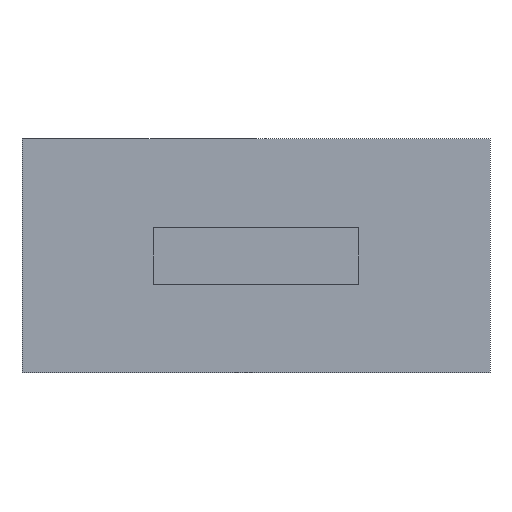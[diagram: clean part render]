
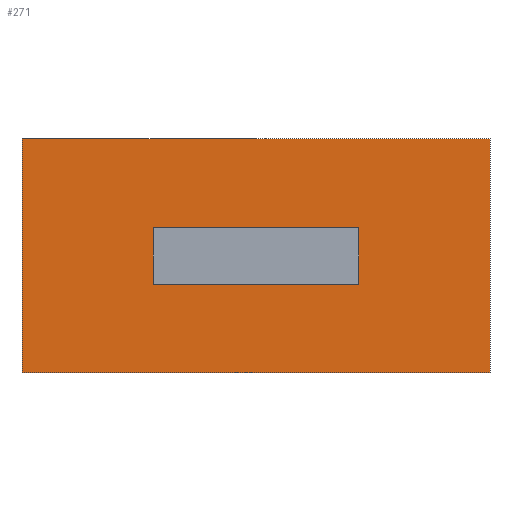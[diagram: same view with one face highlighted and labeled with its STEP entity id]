
A CAD part, front view. The second image highlights one B-rep face of the part: STEP entity #271.
In plain terms, the highlighted planar face has unit normal (0, -1, 0).
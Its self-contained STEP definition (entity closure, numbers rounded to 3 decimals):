
#24=FACE_BOUND('',#72,.T.);
#36=PLANE('',#307);
#51=FACE_OUTER_BOUND('',#71,.T.);
#71=EDGE_LOOP('',(#246,#247,#248,#249));
#72=EDGE_LOOP('',(#250,#251,#252,#253));
#79=LINE('',#410,#106);
#82=LINE('',#415,#109);
#84=LINE('',#419,#111);
#86=LINE('',#422,#113);
#88=LINE('',#433,#115);
#92=LINE('',#441,#119);
#95=LINE('',#447,#122);
#98=LINE('',#452,#125);
#106=VECTOR('',#335,10.);
#109=VECTOR('',#340,10.);
#111=VECTOR('',#344,10.);
#113=VECTOR('',#348,10.);
#115=VECTOR('',#360,10.);
#119=VECTOR('',#366,10.);
#122=VECTOR('',#371,10.);
#125=VECTOR('',#376,10.);
#141=VERTEX_POINT('',#408);
#142=VERTEX_POINT('',#409);
#143=VERTEX_POINT('',#414);
#144=VERTEX_POINT('',#418);
#147=VERTEX_POINT('',#431);
#148=VERTEX_POINT('',#432);
#151=VERTEX_POINT('',#440);
#153=VERTEX_POINT('',#446);
#165=EDGE_CURVE('',#141,#142,#79,.T.);
#168=EDGE_CURVE('',#142,#143,#82,.T.);
#170=EDGE_CURVE('',#143,#144,#84,.T.);
#172=EDGE_CURVE('',#144,#141,#86,.T.);
#176=EDGE_CURVE('',#147,#148,#88,.T.);
#180=EDGE_CURVE('',#148,#151,#92,.T.);
#183=EDGE_CURVE('',#151,#153,#95,.T.);
#186=EDGE_CURVE('',#153,#147,#98,.T.);
#246=ORIENTED_EDGE('',*,*,#186,.T.);
#247=ORIENTED_EDGE('',*,*,#176,.T.);
#248=ORIENTED_EDGE('',*,*,#180,.T.);
#249=ORIENTED_EDGE('',*,*,#183,.T.);
#250=ORIENTED_EDGE('',*,*,#165,.T.);
#251=ORIENTED_EDGE('',*,*,#168,.T.);
#252=ORIENTED_EDGE('',*,*,#170,.T.);
#253=ORIENTED_EDGE('',*,*,#172,.T.);
#271=ADVANCED_FACE('',(#51,#24),#36,.F.);
#307=AXIS2_PLACEMENT_3D('',#455,#380,#381);
#335=DIRECTION('',(0.,0.,-1.));
#340=DIRECTION('',(-1.,0.,0.));
#344=DIRECTION('',(0.,0.,1.));
#348=DIRECTION('',(1.,0.,0.));
#360=DIRECTION('',(0.,0.,1.));
#366=DIRECTION('',(-1.,0.,0.));
#371=DIRECTION('',(0.,0.,-1.));
#376=DIRECTION('',(1.,0.,0.));
#380=DIRECTION('center_axis',(0.,1.,0.));
#381=DIRECTION('ref_axis',(1.,0.,0.));
#408=CARTESIAN_POINT('',(11.,0.,3.));
#409=CARTESIAN_POINT('',(11.,0.,-3.));
#410=CARTESIAN_POINT('',(11.,0.,-1.5));
#414=CARTESIAN_POINT('',(-11.,0.,-3.));
#415=CARTESIAN_POINT('',(-5.5,0.,-3.));
#418=CARTESIAN_POINT('',(-11.,0.,3.));
#419=CARTESIAN_POINT('',(-11.,0.,1.5));
#422=CARTESIAN_POINT('',(5.5,0.,3.));
#431=CARTESIAN_POINT('',(25.,0.,-12.5));
#432=CARTESIAN_POINT('',(25.,0.,12.5));
#433=CARTESIAN_POINT('',(25.,0.,-12.5));
#440=CARTESIAN_POINT('',(-25.,0.,12.5));
#441=CARTESIAN_POINT('',(25.,0.,12.5));
#446=CARTESIAN_POINT('',(-25.,0.,-12.5));
#447=CARTESIAN_POINT('',(-25.,0.,12.5));
#452=CARTESIAN_POINT('',(-25.,0.,-12.5));
#455=CARTESIAN_POINT('Origin',(0.,0.,0.));
